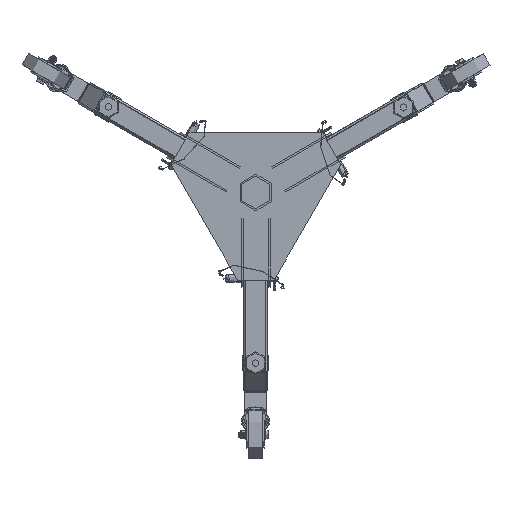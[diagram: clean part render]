
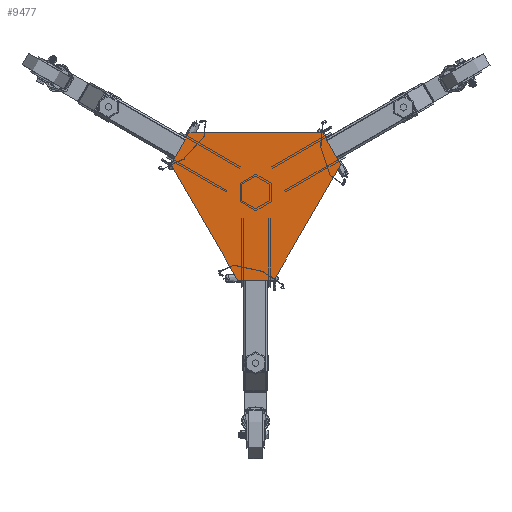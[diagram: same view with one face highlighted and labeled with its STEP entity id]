
A CAD part, front view. The second image highlights one B-rep face of the part: STEP entity #9477.
In plain terms, the highlighted planar face has unit normal (0, -1, 0).
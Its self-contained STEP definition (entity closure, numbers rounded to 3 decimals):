
#2188 = VECTOR ( 'NONE', #2987, 1000. ) ;
#2987 = DIRECTION ( 'NONE',  ( -0.5, 0., 0.866 ) ) ;
#3803 = VECTOR ( 'NONE', #39587, 1000. ) ;
#6934 = VERTEX_POINT ( 'NONE', #17208 ) ;
#7078 = CARTESIAN_POINT ( 'NONE',  ( 140.5, -2.5, 95.696 ) ) ;
#7310 = VECTOR ( 'NONE', #19279, 1000. ) ;
#8277 = CARTESIAN_POINT ( 'NONE',  ( -110.5, -2.5, 147.657 ) ) ;
#8800 = VERTEX_POINT ( 'NONE', #46142 ) ;
#9091 = CARTESIAN_POINT ( 'NONE',  ( 30., -2.5, -95.696 ) ) ;
#9477 = ADVANCED_FACE ( 'NONE', ( #39434 ), #38332, .T. ) ;
#10228 = EDGE_CURVE ( 'NONE', #36514, #46111, #12420, .T. ) ;
#11832 = EDGE_CURVE ( 'NONE', #45939, #46111, #15332, .T. ) ;
#12420 = LINE ( 'NONE', #35646, #20930 ) ;
#13012 = ORIENTED_EDGE ( 'NONE', *, *, #11832, .T. ) ;
#13407 = CARTESIAN_POINT ( 'NONE',  ( 0., -2.5, -147.657 ) ) ;
#14978 = LINE ( 'NONE', #43041, #3803 ) ;
#15332 = LINE ( 'NONE', #7078, #2188 ) ;
#16746 = CARTESIAN_POINT ( 'NONE',  ( 0., -2.5, -147.657 ) ) ;
#17208 = CARTESIAN_POINT ( 'NONE',  ( -30., -2.5, -95.696 ) ) ;
#17491 = DIRECTION ( 'NONE',  ( 1., 0., 0. ) ) ;
#19279 = DIRECTION ( 'NONE',  ( -0.5, 0., -0.866 ) ) ;
#20020 = CARTESIAN_POINT ( 'NONE',  ( 140.5, -2.5, 95.696 ) ) ;
#20930 = VECTOR ( 'NONE', #52709, 1000. ) ;
#21279 = DIRECTION ( 'NONE',  ( -0.5, 0., -0.866 ) ) ;
#21983 = EDGE_CURVE ( 'NONE', #36514, #8800, #47009, .T. ) ;
#21993 = ORIENTED_EDGE ( 'NONE', *, *, #21983, .T. ) ;
#26265 = ORIENTED_EDGE ( 'NONE', *, *, #51972, .F. ) ;
#27028 = EDGE_CURVE ( 'NONE', #6934, #45111, #53603, .T. ) ;
#29598 = VECTOR ( 'NONE', #21279, 1000. ) ;
#30043 = EDGE_CURVE ( 'NONE', #6934, #8800, #14978, .T. ) ;
#30158 = CARTESIAN_POINT ( 'NONE',  ( 30., -2.5, -95.696 ) ) ;
#31483 = CARTESIAN_POINT ( 'NONE',  ( -140.5, -2.5, 95.696 ) ) ;
#35646 = CARTESIAN_POINT ( 'NONE',  ( 170.5, -2.5, 147.657 ) ) ;
#35868 = ORIENTED_EDGE ( 'NONE', *, *, #10228, .F. ) ;
#36071 = ORIENTED_EDGE ( 'NONE', *, *, #30043, .F. ) ;
#36514 = VERTEX_POINT ( 'NONE', #8277 ) ;
#38332 = PLANE ( 'NONE',  #45036 ) ;
#39434 = FACE_OUTER_BOUND ( 'NONE', #40437, .T. ) ;
#39587 = DIRECTION ( 'NONE',  ( -0.5, 0., 0.866 ) ) ;
#40437 = EDGE_LOOP ( 'NONE', ( #21993, #36071, #48510, #26265, #13012, #35868 ) ) ;
#42519 = DIRECTION ( 'NONE',  ( 0., -1., 0. ) ) ;
#43041 = CARTESIAN_POINT ( 'NONE',  ( -170.5, -2.5, 147.657 ) ) ;
#43238 = LINE ( 'NONE', #16746, #29598 ) ;
#45036 = AXIS2_PLACEMENT_3D ( 'NONE', #13407, #42519, #46679 ) ;
#45111 = VERTEX_POINT ( 'NONE', #30158 ) ;
#45422 = VECTOR ( 'NONE', #17491, 1000. ) ;
#45939 = VERTEX_POINT ( 'NONE', #20020 ) ;
#46111 = VERTEX_POINT ( 'NONE', #50702 ) ;
#46142 = CARTESIAN_POINT ( 'NONE',  ( -140.5, -2.5, 95.696 ) ) ;
#46679 = DIRECTION ( 'NONE',  ( 0., 0., -1. ) ) ;
#47009 = LINE ( 'NONE', #31483, #7310 ) ;
#48510 = ORIENTED_EDGE ( 'NONE', *, *, #27028, .T. ) ;
#50702 = CARTESIAN_POINT ( 'NONE',  ( 110.5, -2.5, 147.657 ) ) ;
#51972 = EDGE_CURVE ( 'NONE', #45939, #45111, #43238, .T. ) ;
#52709 = DIRECTION ( 'NONE',  ( 1., 0., 0. ) ) ;
#53603 = LINE ( 'NONE', #9091, #45422 ) ;
